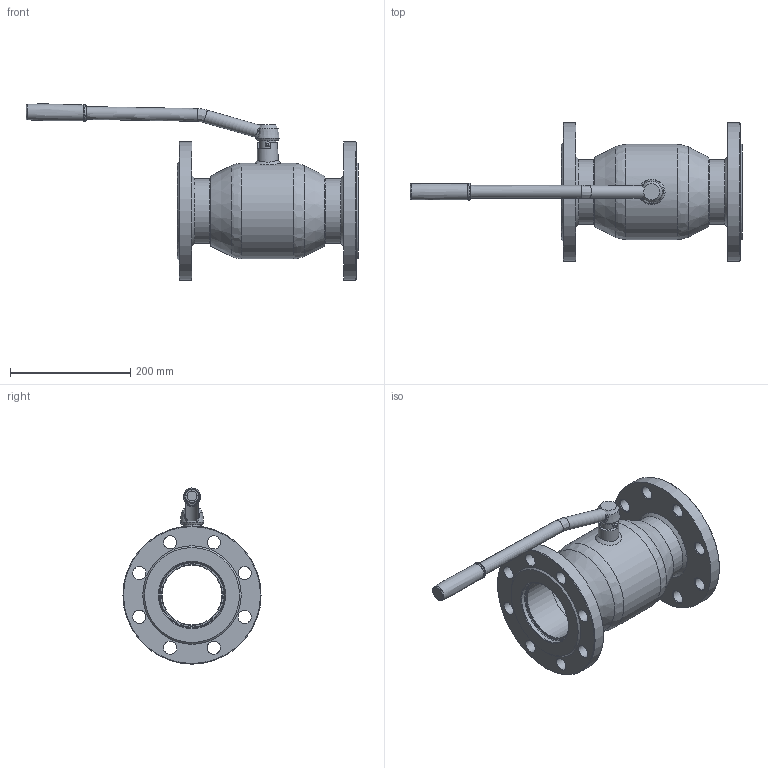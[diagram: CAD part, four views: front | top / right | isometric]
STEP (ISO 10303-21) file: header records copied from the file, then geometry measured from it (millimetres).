
FILE_DESCRIPTION(('TFLEX Exchange Step'),'2;1');
FILE_NAME('065N0340GR1 - Кран шаровой Premium DN100.stp', '2023-09-11T11:37:03+03:00',('RUCO3277'),('Unknown organisation'),'TFLEX Exchange 2022.1','T-FLEX CAD','Unknown authorisation');
FILE_SCHEMA( ('AUTOMOTIVE_DESIGN { 1 0 10303 214 1 1 1 1 }') );
Length unit declared in the file: millimetre
Products named in the file (1): Nodes
Bounding box: 552.73 x 230 x 293.38 mm (x, y, z)
Volume: 1998987 mm3; surface area: 607628.2 mm2
Topology: 20 solids, 20 shells, 211 faces, 506 edges, 330 vertices
Faces by surface type: cylinder 52, plane 50, cone 43, bspline 36, torus 30
Full cylindrical faces by diameter (mm): 8 x1, 8.1 x1, 8.2 x2, 16.5 x2, 18 x2, 18.1 x1, 20 x4, 22 x18, 26.9 x1, 34.4 x1, 34.8 x1, 99.5 x2, 101 x2, 102.5 x2, 106.5 x2, 108 x2, 110 x2, 151 x1, 159 x1, 230 x2
Entity records: 13941 total; most frequent: CARTESIAN_POINT 8956, DIRECTION 1030, ORIENTED_EDGE 974, EDGE_CURVE 487, AXIS2_PLACEMENT_3D 454, VERTEX_POINT 330, EDGE_LOOP 293, FACE_BOUND 293
